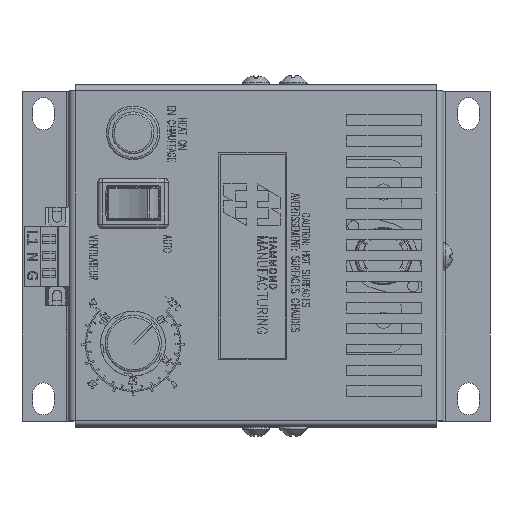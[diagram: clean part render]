
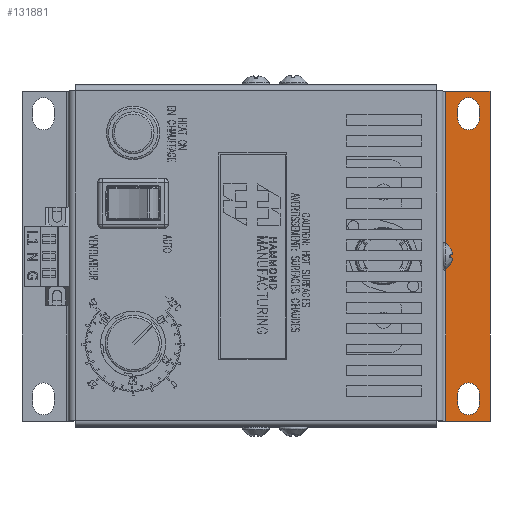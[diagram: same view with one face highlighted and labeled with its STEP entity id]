
A CAD part, top view. The second image highlights one B-rep face of the part: STEP entity #131881.
In plain terms, the highlighted planar face has unit normal (0, 0, 1).
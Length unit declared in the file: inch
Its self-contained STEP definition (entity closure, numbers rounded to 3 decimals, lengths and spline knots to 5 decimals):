
#3036 = FACE_BOUND ( 'NONE', #135877, .T. ) ;
#3534 = AXIS2_PLACEMENT_3D ( 'NONE', #36011, #120531, #56663 ) ;
#3877 = VECTOR ( 'NONE', #80854, 39.37008 ) ;
#4157 = CARTESIAN_POINT ( 'NONE',  ( 2.3625, 1.7305, -4.398 ) ) ;
#4364 = ORIENTED_EDGE ( 'NONE', *, *, #52540, .T. ) ;
#7311 = LINE ( 'NONE', #38272, #50246 ) ;
#7407 = VERTEX_POINT ( 'NONE', #85920 ) ;
#7421 = CARTESIAN_POINT ( 'NONE',  ( 2.4875, -1.6055, -4.398 ) ) ;
#7914 = LINE ( 'NONE', #49875, #63719 ) ;
#8327 = LINE ( 'NONE', #41316, #91741 ) ;
#10219 = AXIS2_PLACEMENT_3D ( 'NONE', #133572, #39404, #81327 ) ;
#13171 = EDGE_CURVE ( 'NONE', #7407, #100617, #96388, .T. ) ;
#13253 = VECTOR ( 'NONE', #116616, 39.37008 ) ;
#16892 = DIRECTION ( 'NONE',  ( 0., 1., 0. ) ) ;
#17889 = EDGE_CURVE ( 'NONE', #103509, #81777, #124360, .T. ) ;
#18809 = VERTEX_POINT ( 'NONE', #52132 ) ;
#18918 = VERTEX_POINT ( 'NONE', #40119 ) ;
#18985 = ORIENTED_EDGE ( 'NONE', *, *, #48245, .T. ) ;
#19673 = VERTEX_POINT ( 'NONE', #49450 ) ;
#24334 = FACE_OUTER_BOUND ( 'NONE', #24842, .T. ) ;
#24842 = EDGE_LOOP ( 'NONE', ( #62710, #31485, #18985, #4364 ) ) ;
#24930 = CARTESIAN_POINT ( 'NONE',  ( 2.4875, -1.7305, -4.398 ) ) ;
#26021 = DIRECTION ( 'NONE',  ( -1., 0., 0. ) ) ;
#28021 = ORIENTED_EDGE ( 'NONE', *, *, #17889, .T. ) ;
#30156 = DIRECTION ( 'NONE',  ( 0., 0., -1. ) ) ;
#30655 = DIRECTION ( 'NONE',  ( 0., -1., 0. ) ) ;
#31485 = ORIENTED_EDGE ( 'NONE', *, *, #118899, .T. ) ;
#31539 = VERTEX_POINT ( 'NONE', #88984 ) ;
#32284 = EDGE_CURVE ( 'NONE', #19673, #85648, #60958, .T. ) ;
#32785 = ORIENTED_EDGE ( 'NONE', *, *, #119668, .T. ) ;
#33997 = CARTESIAN_POINT ( 'NONE',  ( 2.6125, 1.6055, -4.398 ) ) ;
#36011 = CARTESIAN_POINT ( 'NONE',  ( 2.43631, 0., -4.398 ) ) ;
#36663 = AXIS2_PLACEMENT_3D ( 'NONE', #94718, #30156, #114670 ) ;
#38272 = CARTESIAN_POINT ( 'NONE',  ( 2.43631, 1.929, -4.398 ) ) ;
#38938 = CARTESIAN_POINT ( 'NONE',  ( 2.6125, 0., -4.398 ) ) ;
#39404 = DIRECTION ( 'NONE',  ( 0., 0., -1. ) ) ;
#40119 = CARTESIAN_POINT ( 'NONE',  ( 2.2175, -1.929, -4.398 ) ) ;
#41316 = CARTESIAN_POINT ( 'NONE',  ( 2.3625, 0., -4.398 ) ) ;
#46459 = EDGE_CURVE ( 'NONE', #100617, #19673, #64536, .T. ) ;
#47740 = DIRECTION ( 'NONE',  ( 0., -1., 0. ) ) ;
#48245 = EDGE_CURVE ( 'NONE', #31539, #18918, #58040, .T. ) ;
#48973 = ORIENTED_EDGE ( 'NONE', *, *, #100588, .T. ) ;
#49450 = CARTESIAN_POINT ( 'NONE',  ( 2.6125, -1.6055, -4.398 ) ) ;
#49875 = CARTESIAN_POINT ( 'NONE',  ( 2.7375, 0., -4.398 ) ) ;
#50246 = VECTOR ( 'NONE', #80210, 39.37008 ) ;
#52132 = CARTESIAN_POINT ( 'NONE',  ( 2.7375, 1.929, -4.398 ) ) ;
#52540 = EDGE_CURVE ( 'NONE', #18918, #125534, #82997, .T. ) ;
#54010 = CARTESIAN_POINT ( 'NONE',  ( 2.6125, 0., -4.398 ) ) ;
#55798 = ORIENTED_EDGE ( 'NONE', *, *, #46459, .T. ) ;
#56663 = DIRECTION ( 'NONE',  ( 1., 0., 0. ) ) ;
#58040 = LINE ( 'NONE', #58735, #72168 ) ;
#58735 = CARTESIAN_POINT ( 'NONE',  ( 2.2175, 0., -4.398 ) ) ;
#60254 = VECTOR ( 'NONE', #30655, 39.37008 ) ;
#60920 = CIRCLE ( 'NONE', #36663, 0.125 ) ;
#60958 = LINE ( 'NONE', #54010, #60254 ) ;
#62710 = ORIENTED_EDGE ( 'NONE', *, *, #135388, .T. ) ;
#63440 = DIRECTION ( 'NONE',  ( 0., 1., 0. ) ) ;
#63719 = VECTOR ( 'NONE', #16892, 39.37008 ) ;
#64536 = CIRCLE ( 'NONE', #95212, 0.125 ) ;
#66292 = PLANE ( 'NONE',  #3534 ) ;
#70847 = VERTEX_POINT ( 'NONE', #33997 ) ;
#72168 = VECTOR ( 'NONE', #47740, 39.37008 ) ;
#74418 = CARTESIAN_POINT ( 'NONE',  ( 2.3625, 0., -4.398 ) ) ;
#79687 = CARTESIAN_POINT ( 'NONE',  ( 2.6125, -1.7305, -4.398 ) ) ;
#80210 = DIRECTION ( 'NONE',  ( -1., 0., 0. ) ) ;
#80854 = DIRECTION ( 'NONE',  ( 0., -1., 0. ) ) ;
#81327 = DIRECTION ( 'NONE',  ( 1., 0., 0. ) ) ;
#81357 = CARTESIAN_POINT ( 'NONE',  ( 2.3625, 1.6055, -4.398 ) ) ;
#81777 = VERTEX_POINT ( 'NONE', #110806 ) ;
#82965 = CARTESIAN_POINT ( 'NONE',  ( 2.7375, -1.929, -4.398 ) ) ;
#82997 = LINE ( 'NONE', #113924, #13253 ) ;
#83231 = DIRECTION ( 'NONE',  ( 0., 1., 0. ) ) ;
#83580 = ORIENTED_EDGE ( 'NONE', *, *, #13171, .T. ) ;
#85444 = DIRECTION ( 'NONE',  ( 0., 0., -1. ) ) ;
#85648 = VERTEX_POINT ( 'NONE', #79687 ) ;
#85920 = CARTESIAN_POINT ( 'NONE',  ( 2.3625, -1.7305, -4.398 ) ) ;
#86693 = VERTEX_POINT ( 'NONE', #81357 ) ;
#86854 = ORIENTED_EDGE ( 'NONE', *, *, #90589, .T. ) ;
#88984 = CARTESIAN_POINT ( 'NONE',  ( 2.2175, 1.929, -4.398 ) ) ;
#90589 = EDGE_CURVE ( 'NONE', #70847, #86693, #60920, .T. ) ;
#91449 = EDGE_CURVE ( 'NONE', #85648, #7407, #107959, .T. ) ;
#91518 = CARTESIAN_POINT ( 'NONE',  ( 2.3625, -1.6055, -4.398 ) ) ;
#91741 = VECTOR ( 'NONE', #83231, 39.37008 ) ;
#92848 = AXIS2_PLACEMENT_3D ( 'NONE', #24930, #85444, #127365 ) ;
#93443 = ORIENTED_EDGE ( 'NONE', *, *, #32284, .T. ) ;
#94718 = CARTESIAN_POINT ( 'NONE',  ( 2.4875, 1.6055, -4.398 ) ) ;
#95212 = AXIS2_PLACEMENT_3D ( 'NONE', #7421, #120207, #26021 ) ;
#96388 = LINE ( 'NONE', #74418, #97922 ) ;
#97922 = VECTOR ( 'NONE', #63440, 39.37008 ) ;
#100588 = EDGE_CURVE ( 'NONE', #86693, #103509, #8327, .T. ) ;
#100617 = VERTEX_POINT ( 'NONE', #91518 ) ;
#103509 = VERTEX_POINT ( 'NONE', #4157 ) ;
#107959 = CIRCLE ( 'NONE', #92848, 0.125 ) ;
#109221 = ORIENTED_EDGE ( 'NONE', *, *, #91449, .T. ) ;
#110806 = CARTESIAN_POINT ( 'NONE',  ( 2.6125, 1.7305, -4.398 ) ) ;
#113818 = LINE ( 'NONE', #38938, #3877 ) ;
#113924 = CARTESIAN_POINT ( 'NONE',  ( 2.43631, -1.929, -4.398 ) ) ;
#114670 = DIRECTION ( 'NONE',  ( 1., 0., 0. ) ) ;
#116616 = DIRECTION ( 'NONE',  ( 1., 0., 0. ) ) ;
#118899 = EDGE_CURVE ( 'NONE', #18809, #31539, #7311, .T. ) ;
#119176 = FACE_BOUND ( 'NONE', #132217, .T. ) ;
#119668 = EDGE_CURVE ( 'NONE', #81777, #70847, #113818, .T. ) ;
#120207 = DIRECTION ( 'NONE',  ( 0., 0., -1. ) ) ;
#120531 = DIRECTION ( 'NONE',  ( 0., 0., 1. ) ) ;
#124360 = CIRCLE ( 'NONE', #10219, 0.125 ) ;
#125534 = VERTEX_POINT ( 'NONE', #82965 ) ;
#127365 = DIRECTION ( 'NONE',  ( -1., 0., 0. ) ) ;
#131881 = ADVANCED_FACE ( 'NONE', ( #119176, #3036, #24334 ), #66292, .T. ) ;
#132217 = EDGE_LOOP ( 'NONE', ( #32785, #86854, #48973, #28021 ) ) ;
#133572 = CARTESIAN_POINT ( 'NONE',  ( 2.4875, 1.7305, -4.398 ) ) ;
#135388 = EDGE_CURVE ( 'NONE', #125534, #18809, #7914, .T. ) ;
#135877 = EDGE_LOOP ( 'NONE', ( #93443, #109221, #83580, #55798 ) ) ;
